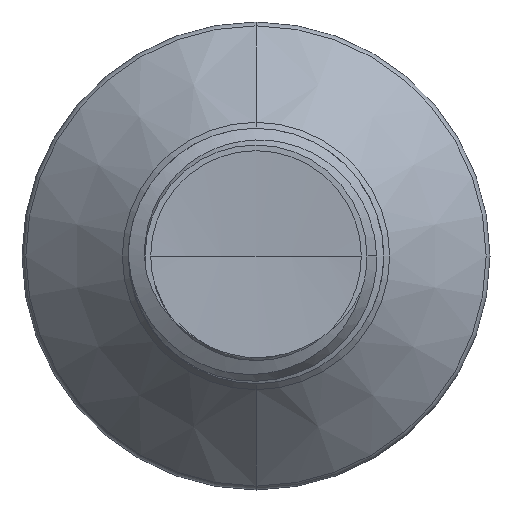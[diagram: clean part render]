
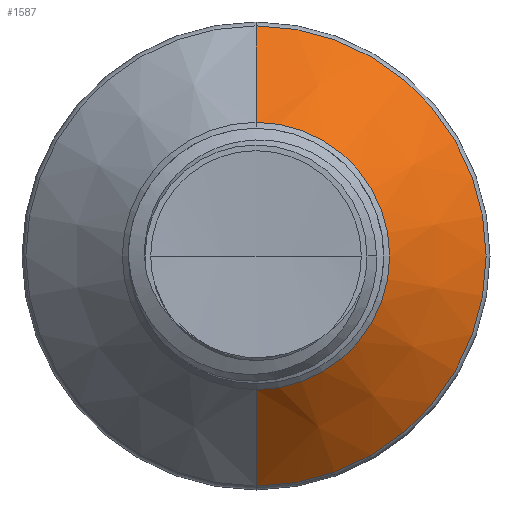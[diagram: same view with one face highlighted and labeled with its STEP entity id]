
A CAD part, front view. The second image highlights one B-rep face of the part: STEP entity #1587.
In plain terms, the highlighted conical face has half-angle 45 degrees and reference radius 1.571 mm.
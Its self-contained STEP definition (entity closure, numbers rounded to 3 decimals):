
#106 = CIRCLE ( 'NONE', #8226, 2.704 ) ;
#361 = CARTESIAN_POINT ( 'NONE',  ( 0., 3.293, 1.571 ) ) ;
#407 = DIRECTION ( 'NONE',  ( 0., 0.707, 0.707 ) ) ;
#462 = DIRECTION ( 'NONE',  ( 0., 0., 1. ) ) ;
#526 = DIRECTION ( 'NONE',  ( 0., 1., 0. ) ) ;
#935 = ORIENTED_EDGE ( 'NONE', *, *, #7335, .F. ) ;
#1086 = AXIS2_PLACEMENT_3D ( 'NONE', #8494, #8745, #11990 ) ;
#1587 = ADVANCED_FACE ( 'NONE', ( #8258 ), #5045, .T. ) ;
#2742 = CARTESIAN_POINT ( 'NONE',  ( 0., 3.293, -1.571 ) ) ;
#2928 = CARTESIAN_POINT ( 'NONE',  ( 0., 3.293, -1.571 ) ) ;
#3081 = DIRECTION ( 'NONE',  ( 0., 0.707, -0.707 ) ) ;
#3127 = EDGE_CURVE ( 'NONE', #3188, #4517, #5576, .T. ) ;
#3131 = ORIENTED_EDGE ( 'NONE', *, *, #11477, .F. ) ;
#3188 = VERTEX_POINT ( 'NONE', #2928 ) ;
#4013 = CARTESIAN_POINT ( 'NONE',  ( 0., 4.427, -2.704 ) ) ;
#4517 = VERTEX_POINT ( 'NONE', #4013 ) ;
#5045 = CONICAL_SURFACE ( 'NONE', #1086, 1.571, 0.785 ) ;
#5576 = LINE ( 'NONE', #2742, #10714 ) ;
#5730 = VECTOR ( 'NONE', #407, 1000. ) ;
#6326 = CARTESIAN_POINT ( 'NONE',  ( 0., 4.427, 2.704 ) ) ;
#7177 = DIRECTION ( 'NONE',  ( 0., 1., 0. ) ) ;
#7244 = CARTESIAN_POINT ( 'NONE',  ( 0., 3.293, 0. ) ) ;
#7335 = EDGE_CURVE ( 'NONE', #10932, #12292, #8548, .T. ) ;
#8226 = AXIS2_PLACEMENT_3D ( 'NONE', #12815, #7177, #462 ) ;
#8258 = FACE_OUTER_BOUND ( 'NONE', #11607, .T. ) ;
#8275 = DIRECTION ( 'NONE',  ( 0., 0., 1. ) ) ;
#8494 = CARTESIAN_POINT ( 'NONE',  ( 0., 3.293, 0. ) ) ;
#8548 = LINE ( 'NONE', #361, #5730 ) ;
#8606 = ORIENTED_EDGE ( 'NONE', *, *, #3127, .T. ) ;
#8745 = DIRECTION ( 'NONE',  ( 0., 1., 0. ) ) ;
#9205 = EDGE_CURVE ( 'NONE', #10932, #3188, #9979, .T. ) ;
#9979 = CIRCLE ( 'NONE', #12641, 1.571 ) ;
#10714 = VECTOR ( 'NONE', #3081, 1000. ) ;
#10932 = VERTEX_POINT ( 'NONE', #11361 ) ;
#11361 = CARTESIAN_POINT ( 'NONE',  ( 0., 3.293, 1.571 ) ) ;
#11477 = EDGE_CURVE ( 'NONE', #12292, #4517, #106, .T. ) ;
#11607 = EDGE_LOOP ( 'NONE', ( #12895, #8606, #3131, #935 ) ) ;
#11990 = DIRECTION ( 'NONE',  ( 0., 0., 1. ) ) ;
#12292 = VERTEX_POINT ( 'NONE', #6326 ) ;
#12641 = AXIS2_PLACEMENT_3D ( 'NONE', #7244, #526, #8275 ) ;
#12815 = CARTESIAN_POINT ( 'NONE',  ( 0., 4.427, 0. ) ) ;
#12895 = ORIENTED_EDGE ( 'NONE', *, *, #9205, .T. ) ;
